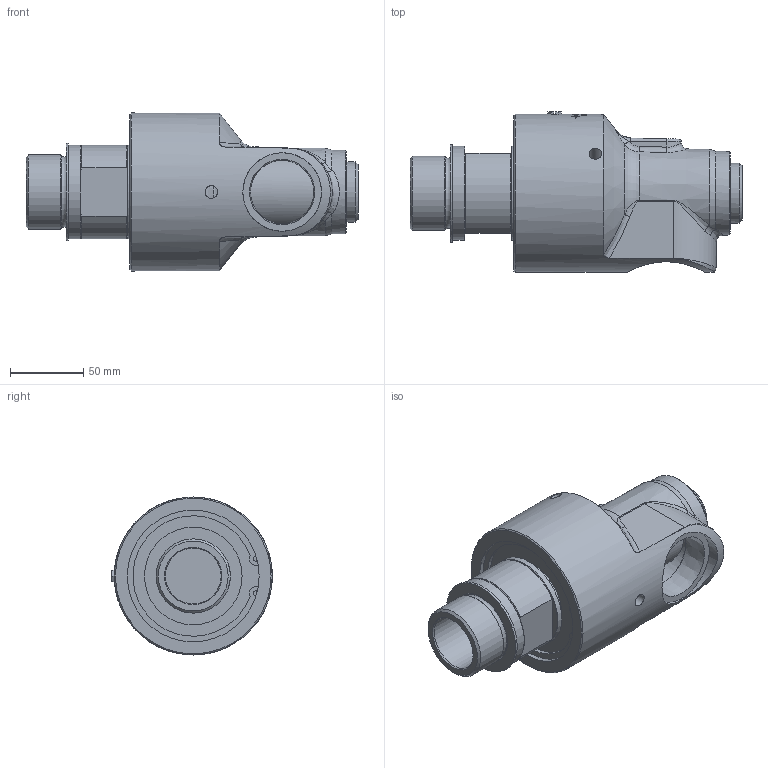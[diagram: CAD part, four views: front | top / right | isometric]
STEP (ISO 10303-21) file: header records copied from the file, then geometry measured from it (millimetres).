
FILE_DESCRIPTION(/* description */ (''),/* implementation_level */ '2;1');
FILE_NAME(/* name */ '557-050-395-IC.stp',/* time_stamp */ '2020-05-20T15:41:14-05:00',/* author */ ('GALINDOLM'),/* organization */ (''),/* preprocessor_version */ 'ST-DEVELOPER v18',/* originating_system */ 'Autodesk Inventor 2020',/* authorisation */ '');
FILE_SCHEMA (('AUTOMOTIVE_DESIGN { 1 0 10303 214 3 1 1 }'));
Products named in the file (1): 557-050-395-IC
Bounding box: 226.93 x 109.7 x 108 mm (x, y, z)
Volume: 940633.1 mm3; surface area: 100777.4 mm2
Topology: 1 solids, 2 shells, 442 faces, 1171 edges, 776 vertices
Faces by surface type: bspline 227, plane 124, cylinder 67, cone 21, torus 3
Full cylindrical faces by diameter (mm): 3.175 x2, 5.359 x1, 8.6 x3, 38.1 x1, 43.256 x1, 50.754 x1, 50.8 x1, 53.7 x1, 56.25 x1, 64 x2, 66.7 x1, 90.07 x1, 108 x1
Entity records: 61469 total; most frequent: CARTESIAN_POINT 51308, ORIENTED_EDGE 2340, DIRECTION 1584, EDGE_CURVE 1170, VERTEX_POINT 776, AXIS2_PLACEMENT_3D 582, EDGE_LOOP 487, FACE_OUTER_BOUND 442
